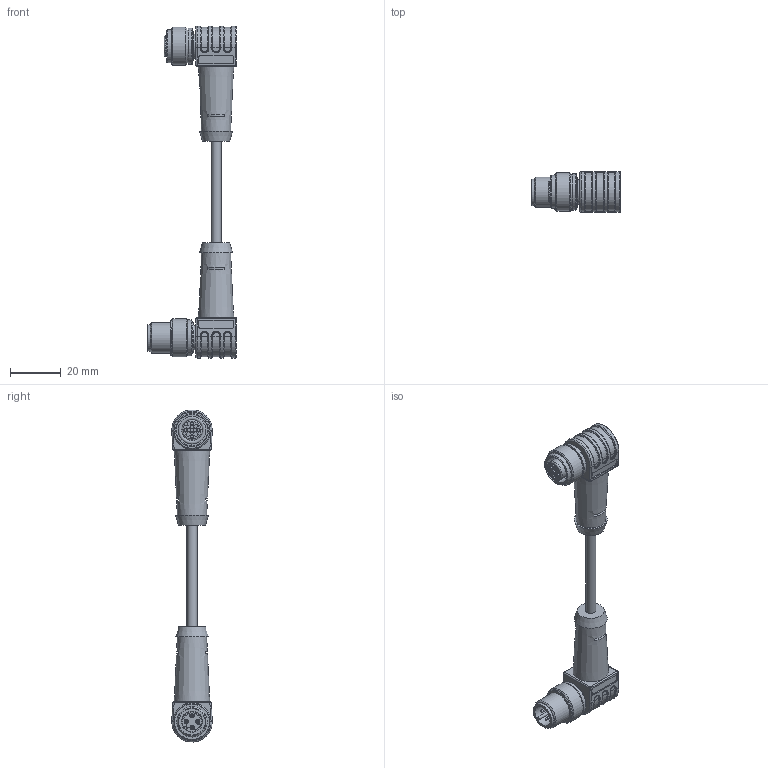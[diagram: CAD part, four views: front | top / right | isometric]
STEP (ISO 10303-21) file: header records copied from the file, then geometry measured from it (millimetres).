
FILE_DESCRIPTION(/* description */ (''),/* implementation_level */ '2;1');
FILE_NAME(/* name */ 'HT-WWAK4-HT-WWAS4.stp',/* time_stamp */ '2016-05-20T13:57:15+02:00',/* author */ (''),/* organization */ (''),/* preprocessor_version */ 'ST-DEVELOPER v16',/* originating_system */ 'SIEMENS PLM Software NX 10.0',/* authorisation */ '');
FILE_SCHEMA (('AUTOMOTIVE_DESIGN { 1 0 10303 214 3 1 1 1 }'));
Length unit declared in the file: millimetre
Products named in the file (1): HT-WWAK4-HT-WWAS4
Bounding box: 35 x 15.97 x 130.94 mm (x, y, z)
Volume: 18318.4 mm3; surface area: 8344.6 mm2
Topology: 1 solids, 1 shells, 402 faces, 936 edges, 572 vertices
Faces by surface type: cylinder 183, plane 130, torus 40, bspline 24, cone 17, sphere 8
Full cylindrical faces by diameter (mm): 1 x8, 1.15 x4, 1.5 x5, 4 x1, 8.138 x1, 8.375 x1, 9.6 x2, 10.45 x1, 10.92 x1, 12 x2, 12.3 x1, 12.5 x1, 13 x2, 14.2 x1, 14.25 x2, 15 x2
Entity records: 11730 total; most frequent: CARTESIAN_POINT 2811, DIRECTION 1996, ORIENTED_EDGE 1682, EDGE_CURVE 841, AXIS2_PLACEMENT_3D 814, VERTEX_POINT 549, EDGE_LOOP 510, CIRCLE 411
